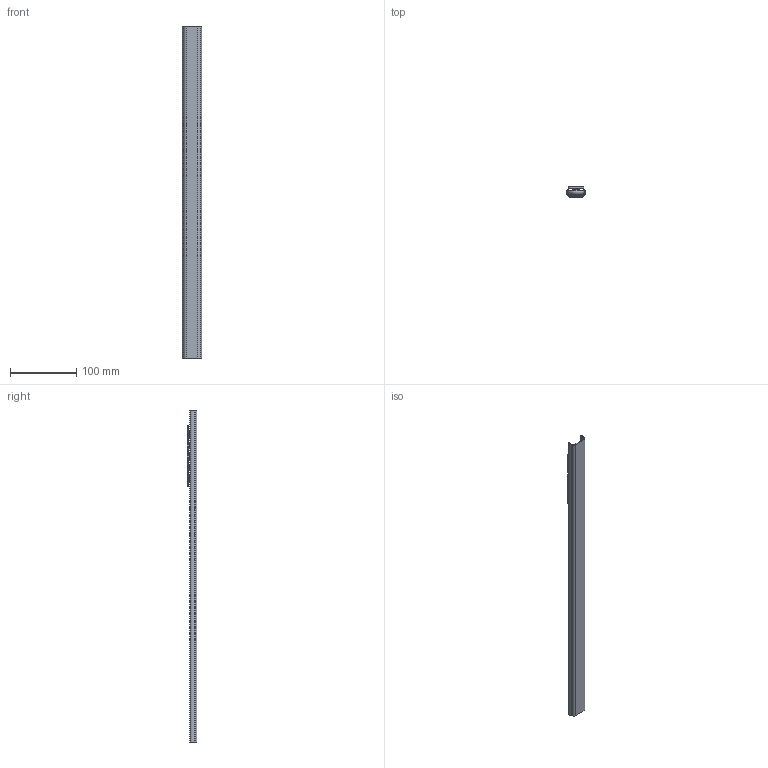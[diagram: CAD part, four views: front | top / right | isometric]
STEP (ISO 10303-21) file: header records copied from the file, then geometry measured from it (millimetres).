
FILE_DESCRIPTION(/* description */ ('FLEXFIT 1529 PROFILE 500mm STEEL'),/* implementation_level */ '2;1');
FILE_NAME(/* name */ 'FLEXFIT_1529.stp',/* time_stamp */ '2016-02-23T14:17:21+01:00',/* author */ ('m.meijers'),/* organization */ (''),/* preprocessor_version */ 'ST-DEVELOPER v15.6',/* originating_system */ 'Autodesk Inventor 2015',/* authorisation */ '');
FILE_SCHEMA (('AUTOMOTIVE_DESIGN { 1 0 10303 214 3 1 1 }'));
Length unit declared in the file: millimetre
Products named in the file (12): E000031402; E000009183; E000003891; E000011637; E000010078; E000032750; E000010080; E000010085; E000010083; E000010079; E000031401; E000031399
Assembly tree (22 placements, depth 4):
  E000031399
    E000031402
    E000031401
      E000011637
        E000009183
        E000003891  x2
      E000010079  x3
        E000010078
        E000032750
        E000010080
        E000010085
        E000010083
Bounding box: 29 x 15 x 500 mm (x, y, z)
Volume: 45447.3 mm3; surface area: 59037.4 mm2
Topology: 43 solids, 43 shells, 318 faces, 632 edges, 398 vertices
Faces by surface type: plane 100, cylinder 87, torus 51, cone 50, sphere 27, bspline 3
Full cylindrical faces by diameter (mm): 4.134 x2, 5 x6, 5.4 x2, 6.33 x2, 7 x6, 7.33 x2, 8 x3, 8.6 x3, 8.7 x2, 12.6 x18, 15.999 x6, 16.049 x6, 17.299 x6
Entity records: 3857 total; most frequent: DIRECTION 708, CARTESIAN_POINT 653, ORIENTED_EDGE 448, AXIS2_PLACEMENT_3D 314, EDGE_LOOP 238, EDGE_CURVE 224, VERTEX_POINT 182, CIRCLE 142
